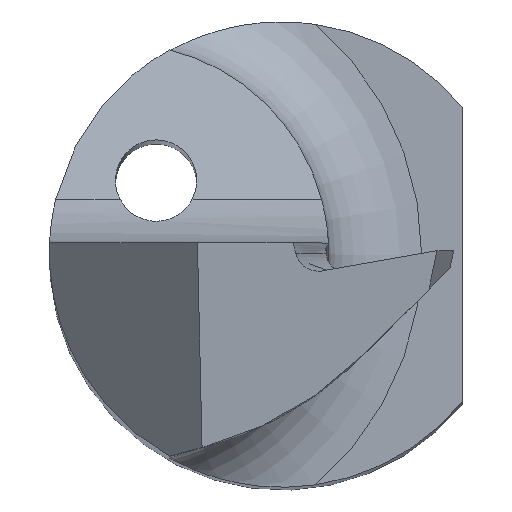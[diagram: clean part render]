
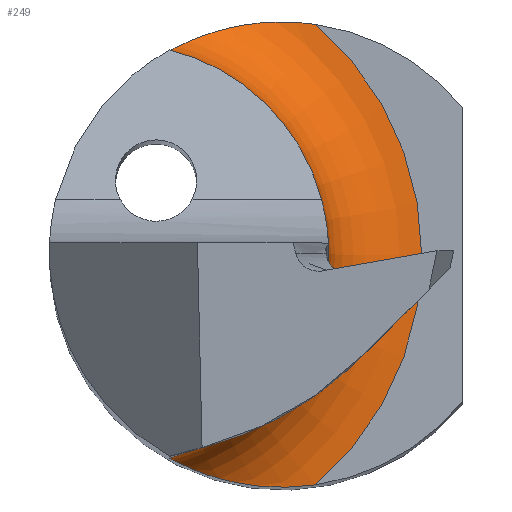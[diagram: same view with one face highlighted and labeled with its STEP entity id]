
A CAD part, top view. The second image highlights one B-rep face of the part: STEP entity #249.
In plain terms, the highlighted toroidal (fillet/blend) face has major radius 2.603 mm and minor radius 0.8 mm.
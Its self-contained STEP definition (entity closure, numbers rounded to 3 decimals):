
#33 = CARTESIAN_POINT ( 'NONE',  ( -0.968, -1.75, 15.55 ) ) ;
#36 = DIRECTION ( 'NONE',  ( 1., 0., 0. ) ) ;
#96 = EDGE_CURVE ( 'NONE', #194, #499, #602, .T. ) ;
#115 = CARTESIAN_POINT ( 'NONE',  ( -0.918, -1.779, 15.271 ) ) ;
#121 = CARTESIAN_POINT ( 'NONE',  ( -0.265, -1.987, 14.81 ) ) ;
#123 = CARTESIAN_POINT ( 'NONE',  ( -0.968, 1.75, 15.55 ) ) ;
#140 = ORIENTED_EDGE ( 'NONE', *, *, #141, .F. ) ;
#141 = EDGE_CURVE ( 'NONE', #499, #266, #930, .T. ) ;
#194 = VERTEX_POINT ( 'NONE', #410 ) ;
#199 = CARTESIAN_POINT ( 'NONE',  ( -1.403, 0., 15.55 ) ) ;
#210 = CARTESIAN_POINT ( 'NONE',  ( -0.968, 1.75, 15.408 ) ) ;
#213 = AXIS2_PLACEMENT_3D ( 'NONE', #876, #339, #706 ) ;
#222 = CARTESIAN_POINT ( 'NONE',  ( 0.288, 1.979, 14.75 ) ) ;
#226 = CARTESIAN_POINT ( 'NONE',  ( -0.266, 1.987, 14.81 ) ) ;
#232 = CARTESIAN_POINT ( 'NONE',  ( -0.402, 1.963, 14.851 ) ) ;
#234 = VERTEX_POINT ( 'NONE', #606 ) ;
#244 = FACE_OUTER_BOUND ( 'NONE', #996, .T. ) ;
#249 = ADVANCED_FACE ( 'NONE', ( #244 ), #517, .F. ) ;
#266 = VERTEX_POINT ( 'NONE', #1064 ) ;
#282 = CARTESIAN_POINT ( 'NONE',  ( 0.148, -1.999, 14.75 ) ) ;
#301 = DIRECTION ( 'NONE',  ( 1., 0., 0. ) ) ;
#319 = DIRECTION ( 'NONE',  ( 0., 0., -1. ) ) ;
#339 = DIRECTION ( 'NONE',  ( 0., 0., 1. ) ) ;
#391 = CARTESIAN_POINT ( 'NONE',  ( -1.403, 0., 14.75 ) ) ;
#410 = CARTESIAN_POINT ( 'NONE',  ( -0.968, 1.75, 15.55 ) ) ;
#423 = B_SPLINE_CURVE_WITH_KNOTS ( 'NONE', 3,
 ( #925, #282, #563, #121, #1025, #647, #921, #115, #835, #33 ),
 .UNSPECIFIED., .F., .F.,
 ( 4, 2, 2, 2, 4 ),
 ( 0., 0., 0.001, 0.001, 0.002 ),
 .UNSPECIFIED. ) ;
#465 = DIRECTION ( 'NONE',  ( 0., 0., 1. ) ) ;
#482 = CARTESIAN_POINT ( 'NONE',  ( -0.644, 1.898, 14.972 ) ) ;
#499 = VERTEX_POINT ( 'NONE', #1167 ) ;
#517 = TOROIDAL_SURFACE ( 'NONE', #213, 2.603, 0.8 ) ;
#543 = EDGE_CURVE ( 'NONE', #234, #194, #691, .T. ) ;
#552 = EDGE_CURVE ( 'NONE', #266, #234, #423, .T. ) ;
#563 = CARTESIAN_POINT ( 'NONE',  ( 0.01, -2.005, 14.76 ) ) ;
#572 = CARTESIAN_POINT ( 'NONE',  ( -0.918, 1.779, 15.272 ) ) ;
#602 = B_SPLINE_CURVE_WITH_KNOTS ( 'NONE', 3,
 ( #123, #210, #572, #681, #482, #232, #226, #856, #674, #222 ),
 .UNSPECIFIED., .F., .F.,
 ( 4, 2, 2, 2, 4 ),
 ( 0., 0., 0.001, 0.001, 0.002 ),
 .UNSPECIFIED. ) ;
#606 = CARTESIAN_POINT ( 'NONE',  ( -0.968, -1.75, 15.55 ) ) ;
#647 = CARTESIAN_POINT ( 'NONE',  ( -0.644, -1.898, 14.971 ) ) ;
#674 = CARTESIAN_POINT ( 'NONE',  ( 0.148, 1.999, 14.75 ) ) ;
#681 = CARTESIAN_POINT ( 'NONE',  ( -0.755, 1.854, 15.054 ) ) ;
#691 = CIRCLE ( 'NONE', #779, 1.803 ) ;
#706 = DIRECTION ( 'NONE',  ( 1., 0., 0. ) ) ;
#779 = AXIS2_PLACEMENT_3D ( 'NONE', #199, #465, #301 ) ;
#813 = ORIENTED_EDGE ( 'NONE', *, *, #552, .F. ) ;
#835 = CARTESIAN_POINT ( 'NONE',  ( -0.968, -1.75, 15.408 ) ) ;
#856 = CARTESIAN_POINT ( 'NONE',  ( 0.007, 2.005, 14.76 ) ) ;
#876 = CARTESIAN_POINT ( 'NONE',  ( -1.403, 0., 15.55 ) ) ;
#921 = CARTESIAN_POINT ( 'NONE',  ( -0.755, -1.854, 15.054 ) ) ;
#925 = CARTESIAN_POINT ( 'NONE',  ( 0.288, -1.979, 14.75 ) ) ;
#930 = CIRCLE ( 'NONE', #1083, 2.603 ) ;
#996 = EDGE_LOOP ( 'NONE', ( #813, #140, #1171, #1091 ) ) ;
#1025 = CARTESIAN_POINT ( 'NONE',  ( -0.4, -1.964, 14.85 ) ) ;
#1064 = CARTESIAN_POINT ( 'NONE',  ( 0.288, -1.979, 14.75 ) ) ;
#1083 = AXIS2_PLACEMENT_3D ( 'NONE', #391, #319, #36 ) ;
#1091 = ORIENTED_EDGE ( 'NONE', *, *, #543, .F. ) ;
#1167 = CARTESIAN_POINT ( 'NONE',  ( 0.288, 1.979, 14.75 ) ) ;
#1171 = ORIENTED_EDGE ( 'NONE', *, *, #96, .F. ) ;
